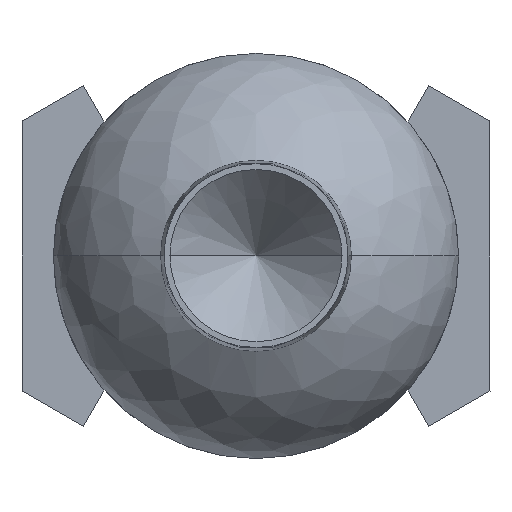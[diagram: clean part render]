
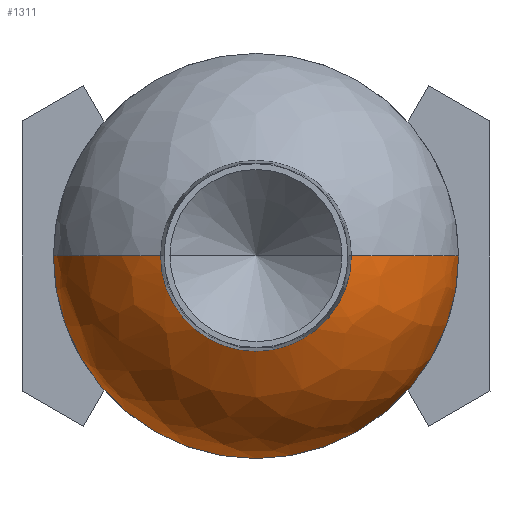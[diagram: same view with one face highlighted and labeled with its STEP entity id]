
A CAD part, top view. The second image highlights one B-rep face of the part: STEP entity #1311.
In plain terms, the highlighted free-form (B-spline) face has degree [3, 3] with [4, 4] control points.
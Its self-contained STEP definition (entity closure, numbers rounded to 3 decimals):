
#49 = CARTESIAN_POINT ( 'NONE',  ( 8.611, 0., 2.687 ) ) ;
#55 = EDGE_CURVE ( 'NONE', #840, #422, #938, .T. ) ;
#79 = CARTESIAN_POINT ( 'NONE',  ( -8.611, 0., 2.687 ) ) ;
#85 = CARTESIAN_POINT ( 'NONE',  ( -8.611, 0., 2.687 ) ) ;
#90 = CARTESIAN_POINT ( 'NONE',  ( -5.96, 0., 7.543 ) ) ;
#99 = ORIENTED_EDGE ( 'NONE', *, *, #1645, .F. ) ;
#153 = CARTESIAN_POINT ( 'NONE',  ( 4.057, -8.114, 8.4 ) ) ;
#267 = B_SPLINE_CURVE_WITH_KNOTS ( 'NONE', 3,
 ( #85, #1837, #90, #733 ),
 .UNSPECIFIED., .F., .F.,
 ( 4, 4 ),
 ( 0., 1. ),
 .UNSPECIFIED. ) ;
#294 = CARTESIAN_POINT ( 'NONE',  ( 8.611, 0., 2.687 ) ) ;
#422 = VERTEX_POINT ( 'NONE', #890 ) ;
#472 = CARTESIAN_POINT ( 'NONE',  ( -8.329, -16.659, 5.106 ) ) ;
#570 = VERTEX_POINT ( 'NONE', #79 ) ;
#627 = CARTESIAN_POINT ( 'NONE',  ( 8.329, 0., 5.106 ) ) ;
#659 = CARTESIAN_POINT ( 'NONE',  ( 5.96, 0., 7.543 ) ) ;
#706 = AXIS2_PLACEMENT_3D ( 'NONE', #2016, #974, #2159 ) ;
#733 = CARTESIAN_POINT ( 'NONE',  ( -4.057, 0., 8.4 ) ) ;
#832 = FACE_OUTER_BOUND ( 'NONE', #1132, .T. ) ;
#840 = VERTEX_POINT ( 'NONE', #990 ) ;
#843 = CARTESIAN_POINT ( 'NONE',  ( -5.96, -11.921, 7.543 ) ) ;
#860 = DIRECTION ( 'NONE',  ( 1., 0., 0. ) ) ;
#879 = ORIENTED_EDGE ( 'NONE', *, *, #55, .F. ) ;
#890 = CARTESIAN_POINT ( 'NONE',  ( 4.057, 0., 8.4 ) ) ;
#938 = CIRCLE ( 'NONE', #1284, 4.057 ) ;
#953 = CIRCLE ( 'NONE', #706, 8.611 ) ;
#974 = DIRECTION ( 'NONE',  ( 0., 0., 1. ) ) ;
#990 = CARTESIAN_POINT ( 'NONE',  ( -4.057, 0., 8.4 ) ) ;
#1037 = CARTESIAN_POINT ( 'NONE',  ( 5.96, 0., 7.543 ) ) ;
#1052 = CARTESIAN_POINT ( 'NONE',  ( 0., 0., 8.4 ) ) ;
#1132 = EDGE_LOOP ( 'NONE', ( #99, #1150, #1380, #879 ) ) ;
#1150 = ORIENTED_EDGE ( 'NONE', *, *, #1819, .T. ) ;
#1203 = CARTESIAN_POINT ( 'NONE',  ( -8.611, -17.222, 2.687 ) ) ;
#1206 = CARTESIAN_POINT ( 'NONE',  ( -4.057, -8.114, 8.4 ) ) ;
#1284 = AXIS2_PLACEMENT_3D ( 'NONE', #1052, #2075, #860 ) ;
#1311 = ADVANCED_FACE ( 'NONE', ( #832 ), #2005, .F. ) ;
#1356 = CARTESIAN_POINT ( 'NONE',  ( 8.611, -17.222, 2.687 ) ) ;
#1364 = CARTESIAN_POINT ( 'NONE',  ( 4.057, 0., 8.4 ) ) ;
#1380 = ORIENTED_EDGE ( 'NONE', *, *, #1389, .T. ) ;
#1386 = CARTESIAN_POINT ( 'NONE',  ( 8.611, 0., 2.687 ) ) ;
#1389 = EDGE_CURVE ( 'NONE', #1570, #422, #1636, .T. ) ;
#1528 = CARTESIAN_POINT ( 'NONE',  ( -8.329, 0., 5.106 ) ) ;
#1570 = VERTEX_POINT ( 'NONE', #49 ) ;
#1636 = B_SPLINE_CURVE_WITH_KNOTS ( 'NONE', 3,
 ( #1386, #2215, #659, #1924 ),
 .UNSPECIFIED., .F., .F.,
 ( 4, 4 ),
 ( 0., 1. ),
 .UNSPECIFIED. ) ;
#1645 = EDGE_CURVE ( 'NONE', #570, #840, #267, .T. ) ;
#1692 = CARTESIAN_POINT ( 'NONE',  ( 8.329, -16.659, 5.106 ) ) ;
#1819 = EDGE_CURVE ( 'NONE', #570, #1570, #953, .T. ) ;
#1837 = CARTESIAN_POINT ( 'NONE',  ( -8.329, 0., 5.106 ) ) ;
#1898 = CARTESIAN_POINT ( 'NONE',  ( -5.96, 0., 7.543 ) ) ;
#1924 = CARTESIAN_POINT ( 'NONE',  ( 4.057, 0., 8.4 ) ) ;
#2005 =( BOUNDED_SURFACE ( )  B_SPLINE_SURFACE ( 3, 3, ( 
 ( #2054, #1203, #1356, #294 ),
 ( #1528, #472, #1692, #627 ),
 ( #1898, #843, #2059, #1037 ),
 ( #2208, #1206, #153, #1364 ) ),
 .UNSPECIFIED., .F., .F., .T. ) 
 B_SPLINE_SURFACE_WITH_KNOTS ( ( 4, 4 ),
 ( 4, 4 ),
 ( 0., 1. ),
 ( 0., 1. ),
 .UNSPECIFIED. ) 
 GEOMETRIC_REPRESENTATION_ITEM ( )  RATIONAL_B_SPLINE_SURFACE ( (
 ( 1., 0.333, 0.333, 1.),
 ( 1., 0.333, 0.333, 1.),
 ( 1., 0.333, 0.333, 1.),
 ( 1., 0.333, 0.333, 1.) ) ) 
 REPRESENTATION_ITEM ( '' )  SURFACE ( )  );
#2016 = CARTESIAN_POINT ( 'NONE',  ( 0., 0., 2.687 ) ) ;
#2054 = CARTESIAN_POINT ( 'NONE',  ( -8.611, 0., 2.687 ) ) ;
#2059 = CARTESIAN_POINT ( 'NONE',  ( 5.96, -11.921, 7.543 ) ) ;
#2075 = DIRECTION ( 'NONE',  ( 0., 0., 1. ) ) ;
#2159 = DIRECTION ( 'NONE',  ( 1., 0., 0. ) ) ;
#2208 = CARTESIAN_POINT ( 'NONE',  ( -4.057, 0., 8.4 ) ) ;
#2215 = CARTESIAN_POINT ( 'NONE',  ( 8.329, 0., 5.106 ) ) ;
